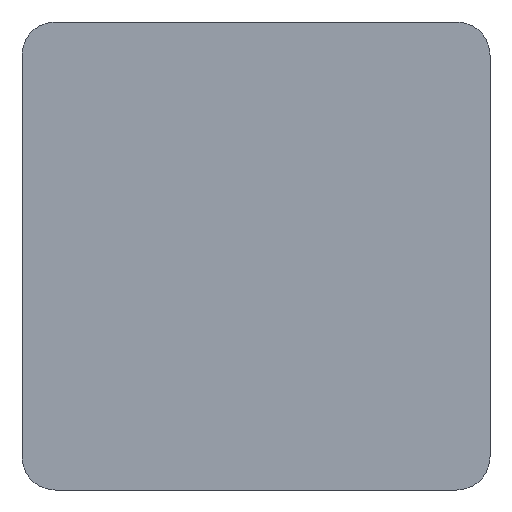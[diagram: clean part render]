
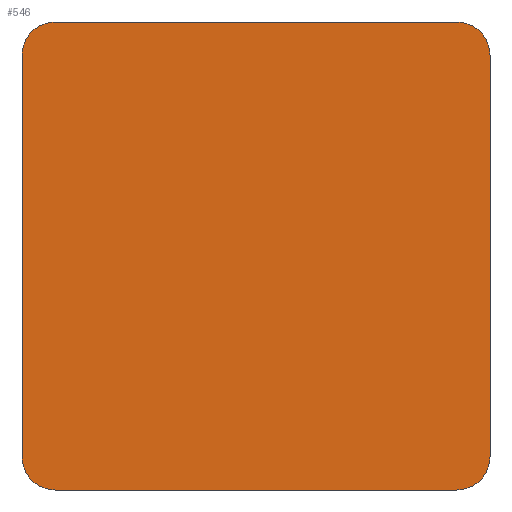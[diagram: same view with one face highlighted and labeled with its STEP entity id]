
A CAD part, front view. The second image highlights one B-rep face of the part: STEP entity #546.
In plain terms, the highlighted planar face has unit normal (0, -1, 0).
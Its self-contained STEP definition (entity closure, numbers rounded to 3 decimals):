
#13=CIRCLE('',#584,25.);
#18=CIRCLE('',#592,25.);
#19=CIRCLE('',#595,25.);
#20=CIRCLE('',#598,25.);
#64=FACE_OUTER_BOUND('',#98,.T.);
#98=EDGE_LOOP('',(#483,#484,#485,#486,#487,#488,#489,#490));
#151=LINE('',#858,#215);
#157=LINE('',#878,#221);
#160=LINE('',#886,#224);
#162=LINE('',#892,#226);
#215=VECTOR('',#703,10.);
#221=VECTOR('',#723,10.);
#224=VECTOR('',#732,10.);
#226=VECTOR('',#740,10.);
#259=VERTEX_POINT('',#845);
#260=VERTEX_POINT('',#846);
#264=VERTEX_POINT('',#856);
#270=VERTEX_POINT('',#872);
#271=VERTEX_POINT('',#876);
#272=VERTEX_POINT('',#880);
#273=VERTEX_POINT('',#881);
#274=VERTEX_POINT('',#888);
#323=EDGE_CURVE('',#259,#260,#13,.T.);
#329=EDGE_CURVE('',#259,#264,#151,.T.);
#336=EDGE_CURVE('',#270,#264,#18,.T.);
#339=EDGE_CURVE('',#270,#271,#157,.T.);
#340=EDGE_CURVE('',#272,#273,#19,.T.);
#343=EDGE_CURVE('',#272,#260,#160,.T.);
#344=EDGE_CURVE('',#274,#271,#20,.T.);
#346=EDGE_CURVE('',#274,#273,#162,.T.);
#483=ORIENTED_EDGE('',*,*,#323,.F.);
#484=ORIENTED_EDGE('',*,*,#329,.T.);
#485=ORIENTED_EDGE('',*,*,#336,.F.);
#486=ORIENTED_EDGE('',*,*,#339,.T.);
#487=ORIENTED_EDGE('',*,*,#344,.F.);
#488=ORIENTED_EDGE('',*,*,#346,.T.);
#489=ORIENTED_EDGE('',*,*,#340,.F.);
#490=ORIENTED_EDGE('',*,*,#343,.T.);
#516=PLANE('',#600);
#546=ADVANCED_FACE('',(#64),#516,.T.);
#584=AXIS2_PLACEMENT_3D('',#847,#693,#694);
#592=AXIS2_PLACEMENT_3D('',#873,#717,#718);
#595=AXIS2_PLACEMENT_3D('',#882,#726,#727);
#598=AXIS2_PLACEMENT_3D('',#889,#735,#736);
#600=AXIS2_PLACEMENT_3D('',#893,#741,#742);
#693=DIRECTION('center_axis',(0.,1.,0.));
#694=DIRECTION('ref_axis',(-0.707,0.,-0.707));
#703=DIRECTION('',(1.,0.,0.));
#717=DIRECTION('center_axis',(0.,1.,0.));
#718=DIRECTION('ref_axis',(0.707,0.,-0.707));
#723=DIRECTION('',(0.,0.,1.));
#726=DIRECTION('center_axis',(0.,1.,0.));
#727=DIRECTION('ref_axis',(-0.707,0.,0.707));
#732=DIRECTION('',(0.,0.,-1.));
#735=DIRECTION('center_axis',(0.,1.,0.));
#736=DIRECTION('ref_axis',(0.707,0.,0.707));
#740=DIRECTION('',(-1.,0.,0.));
#741=DIRECTION('center_axis',(0.,-1.,0.));
#742=DIRECTION('ref_axis',(0.,0.,-1.));
#845=CARTESIAN_POINT('',(-25.,-50.,-50.));
#846=CARTESIAN_POINT('',(-50.,-50.,-25.));
#847=CARTESIAN_POINT('Origin',(-25.,-50.,-25.));
#856=CARTESIAN_POINT('',(275.,-50.,-50.));
#858=CARTESIAN_POINT('',(300.,-50.,-50.));
#872=CARTESIAN_POINT('',(300.,-50.,-25.));
#873=CARTESIAN_POINT('Origin',(275.,-50.,-25.));
#876=CARTESIAN_POINT('',(300.,-50.,275.));
#878=CARTESIAN_POINT('',(300.,-50.,300.));
#880=CARTESIAN_POINT('',(-50.,-50.,275.));
#881=CARTESIAN_POINT('',(-25.,-50.,300.));
#882=CARTESIAN_POINT('Origin',(-25.,-50.,275.));
#886=CARTESIAN_POINT('',(-50.,-50.,-50.));
#888=CARTESIAN_POINT('',(275.,-50.,300.));
#889=CARTESIAN_POINT('Origin',(275.,-50.,275.));
#892=CARTESIAN_POINT('',(-50.,-50.,300.));
#893=CARTESIAN_POINT('Origin',(125.,-50.,125.));
